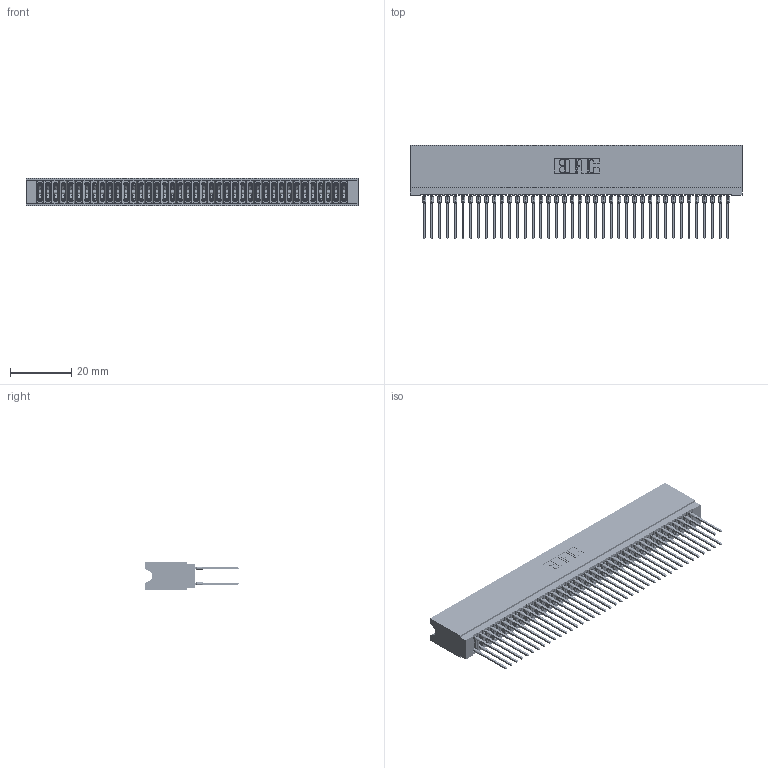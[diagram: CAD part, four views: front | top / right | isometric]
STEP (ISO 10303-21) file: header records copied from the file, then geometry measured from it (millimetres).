
FILE_DESCRIPTION (( 'STEP AP203' ), '1' );
FILE_NAME ('745-080-540-206.STEP', '2026-02-26T21:37:13', ( '' ), ( '' ), 'SwSTEP 2.0', 'SolidWorks 2023', '' );
FILE_SCHEMA (( 'CONFIG_CONTROL_DESIGN' ));
Length unit declared in the file: millimetre
Products named in the file (3): 745-292-001_540; 745-080-540-206; 745 Part_Insulator Option - 06
Assembly tree (81 placements, depth 2):
  745-080-540-206
    745 Part_Insulator Option - 06
    745-292-001_540  x80
Bounding box: 108.2 x 30.62 x 8.89 mm (x, y, z)
Volume: 9970.4 mm3; surface area: 21173.8 mm2
Topology: 81 solids, 81 shells, 7256 faces, 19500 edges, 12252 vertices
Faces by surface type: plane 3736, bspline 1600, cylinder 1440, torus 480
Entity records: 67634 total; most frequent: CARTESIAN_POINT 12234, ORIENTED_EDGE 11666, DIRECTION 10193, EDGE_CURVE 5833, LINE 5411, VECTOR 5411, VERTEX_POINT 3720, AXIS2_PLACEMENT_3D 2391
